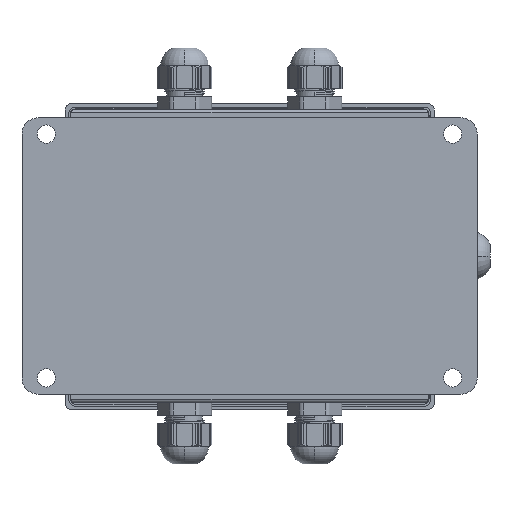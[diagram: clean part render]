
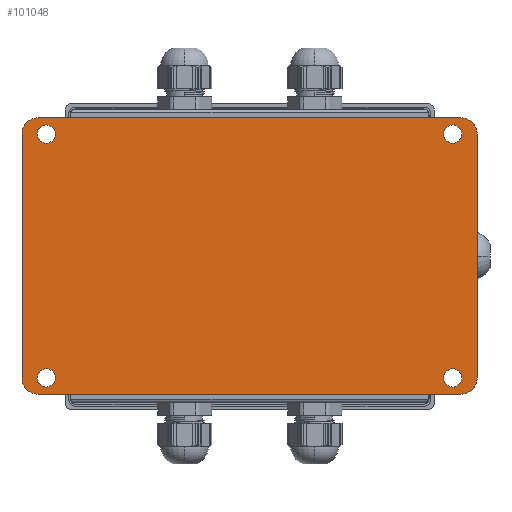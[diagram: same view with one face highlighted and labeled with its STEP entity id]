
A CAD part, front view. The second image highlights one B-rep face of the part: STEP entity #101048.
In plain terms, the highlighted planar face has unit normal (0, -1, 0).
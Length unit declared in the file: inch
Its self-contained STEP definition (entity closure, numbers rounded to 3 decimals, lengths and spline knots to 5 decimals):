
#319 = CARTESIAN_POINT ( 'NONE',  ( 0.25, 0., -4. ) ) ;
#1586 = DIRECTION ( 'NONE',  ( 0., 0., 1. ) ) ;
#3006 = CIRCLE ( 'NONE', #31548, 0.14 ) ;
#3178 = DIRECTION ( 'NONE',  ( 0., 1., 0. ) ) ;
#3282 = EDGE_CURVE ( 'NONE', #65077, #101749, #52859, .T. ) ;
#4353 = AXIS2_PLACEMENT_3D ( 'NONE', #101788, #51679, #19093 ) ;
#5047 = EDGE_CURVE ( 'NONE', #60783, #80106, #74534, .T. ) ;
#5550 = CARTESIAN_POINT ( 'NONE',  ( 0.25, 0., -0.25 ) ) ;
#5987 = DIRECTION ( 'NONE',  ( 0., 0., 1. ) ) ;
#7644 = DIRECTION ( 'NONE',  ( 0., 0., 1. ) ) ;
#8836 = EDGE_LOOP ( 'NONE', ( #79020, #14468 ) ) ;
#8863 = ORIENTED_EDGE ( 'NONE', *, *, #60234, .F. ) ;
#9235 = AXIS2_PLACEMENT_3D ( 'NONE', #69576, #61632, #103333 ) ;
#9257 = CARTESIAN_POINT ( 'NONE',  ( 7., 0., -4. ) ) ;
#9436 = ORIENTED_EDGE ( 'NONE', *, *, #3282, .T. ) ;
#11467 = ORIENTED_EDGE ( 'NONE', *, *, #12614, .T. ) ;
#11543 = AXIS2_PLACEMENT_3D ( 'NONE', #87204, #31300, #7644 ) ;
#11815 = LINE ( 'NONE', #68179, #68053 ) ;
#12366 = DIRECTION ( 'NONE',  ( 0., 1., 0. ) ) ;
#12614 = EDGE_CURVE ( 'NONE', #41675, #66072, #97772, .T. ) ;
#14419 = ORIENTED_EDGE ( 'NONE', *, *, #36565, .F. ) ;
#14468 = ORIENTED_EDGE ( 'NONE', *, *, #43302, .T. ) ;
#15368 = FACE_OUTER_BOUND ( 'NONE', #94578, .T. ) ;
#17485 = EDGE_LOOP ( 'NONE', ( #11467, #83028 ) ) ;
#17521 = AXIS2_PLACEMENT_3D ( 'NONE', #18203, #74053, #73528 ) ;
#17596 = VECTOR ( 'NONE', #5987, 39.37008 ) ;
#17934 = DIRECTION ( 'NONE',  ( 0., 1., 0. ) ) ;
#18203 = CARTESIAN_POINT ( 'NONE',  ( 6.625, 0., -0.25 ) ) ;
#19093 = DIRECTION ( 'NONE',  ( 0., 0., -1. ) ) ;
#19331 = CIRCLE ( 'NONE', #9235, 0.14 ) ;
#19532 = CARTESIAN_POINT ( 'NONE',  ( 0.375, 0., -4.14 ) ) ;
#20294 = EDGE_CURVE ( 'NONE', #77546, #69498, #34311, .T. ) ;
#20322 = CARTESIAN_POINT ( 'NONE',  ( 6.625, 0., -4. ) ) ;
#20380 = CARTESIAN_POINT ( 'NONE',  ( 0.25, 0., 0. ) ) ;
#20453 = ORIENTED_EDGE ( 'NONE', *, *, #83733, .F. ) ;
#20829 = DIRECTION ( 'NONE',  ( 0., 1., 0. ) ) ;
#22142 = AXIS2_PLACEMENT_3D ( 'NONE', #43162, #3178, #40723 ) ;
#22158 = AXIS2_PLACEMENT_3D ( 'NONE', #5550, #20829, #45016 ) ;
#22485 = DIRECTION ( 'NONE',  ( 0., 0., -1. ) ) ;
#22934 = CARTESIAN_POINT ( 'NONE',  ( 6.625, 0., -4.14 ) ) ;
#25939 = CARTESIAN_POINT ( 'NONE',  ( 0.375, 0., -0.39 ) ) ;
#29310 = LINE ( 'NONE', #37223, #53045 ) ;
#29941 = CARTESIAN_POINT ( 'NONE',  ( 0., 0., -4. ) ) ;
#30099 = EDGE_LOOP ( 'NONE', ( #47963, #61381 ) ) ;
#30669 = CARTESIAN_POINT ( 'NONE',  ( 0., 0., -0.25 ) ) ;
#31300 = DIRECTION ( 'NONE',  ( 0., 1., 0. ) ) ;
#31548 = AXIS2_PLACEMENT_3D ( 'NONE', #86384, #94828, #85865 ) ;
#31621 = CARTESIAN_POINT ( 'NONE',  ( 0.375, 0., -0.11 ) ) ;
#32684 = AXIS2_PLACEMENT_3D ( 'NONE', #91377, #51812, #59679 ) ;
#33994 = ORIENTED_EDGE ( 'NONE', *, *, #38232, .F. ) ;
#34293 = AXIS2_PLACEMENT_3D ( 'NONE', #64781, #17934, #1586 ) ;
#34311 = CIRCLE ( 'NONE', #32684, 0.25 ) ;
#34792 = CARTESIAN_POINT ( 'NONE',  ( 6.75, 0., -0.25 ) ) ;
#36565 = EDGE_CURVE ( 'NONE', #59566, #38280, #91543, .T. ) ;
#37223 = CARTESIAN_POINT ( 'NONE',  ( 7., 0., -0.25 ) ) ;
#37926 = EDGE_CURVE ( 'NONE', #66072, #41675, #44687, .T. ) ;
#38232 = EDGE_CURVE ( 'NONE', #38280, #77546, #29310, .T. ) ;
#38280 = VERTEX_POINT ( 'NONE', #104107 ) ;
#39109 = DIRECTION ( 'NONE',  ( 1., 0., 0. ) ) ;
#39202 = CIRCLE ( 'NONE', #17521, 0.14 ) ;
#39635 = CARTESIAN_POINT ( 'NONE',  ( 0.25, 0., 0. ) ) ;
#40723 = DIRECTION ( 'NONE',  ( 0., 0., -1. ) ) ;
#41675 = VERTEX_POINT ( 'NONE', #25939 ) ;
#42817 = CARTESIAN_POINT ( 'NONE',  ( 6.625, 0., -3.86 ) ) ;
#43162 = CARTESIAN_POINT ( 'NONE',  ( 0.375, 0., -0.25 ) ) ;
#43302 = EDGE_CURVE ( 'NONE', #84547, #89038, #19331, .T. ) ;
#44591 = CARTESIAN_POINT ( 'NONE',  ( 6.625, 0., -0.39 ) ) ;
#44687 = CIRCLE ( 'NONE', #4353, 0.14 ) ;
#44993 = EDGE_CURVE ( 'NONE', #87791, #59566, #55340, .T. ) ;
#45016 = DIRECTION ( 'NONE',  ( 0., 0., -1. ) ) ;
#46472 = LINE ( 'NONE', #30669, #17596 ) ;
#47963 = ORIENTED_EDGE ( 'NONE', *, *, #102703, .T. ) ;
#48059 = CARTESIAN_POINT ( 'NONE',  ( 0., 0., -0.25 ) ) ;
#48497 = CIRCLE ( 'NONE', #11543, 0.14 ) ;
#48925 = EDGE_LOOP ( 'NONE', ( #93995, #9436 ) ) ;
#49154 = ORIENTED_EDGE ( 'NONE', *, *, #81374, .F. ) ;
#49280 = ORIENTED_EDGE ( 'NONE', *, *, #20294, .F. ) ;
#50272 = DIRECTION ( 'NONE',  ( 0., 0., -1. ) ) ;
#51679 = DIRECTION ( 'NONE',  ( 0., 1., 0. ) ) ;
#51757 = CARTESIAN_POINT ( 'NONE',  ( 0.375, 0., -4. ) ) ;
#51812 = DIRECTION ( 'NONE',  ( 0., 1., 0. ) ) ;
#52459 = CARTESIAN_POINT ( 'NONE',  ( 6.75, 0., -4.25 ) ) ;
#52859 = CIRCLE ( 'NONE', #57907, 0.14 ) ;
#53045 = VECTOR ( 'NONE', #22485, 39.37008 ) ;
#55340 = LINE ( 'NONE', #39635, #70042 ) ;
#56389 = FACE_BOUND ( 'NONE', #30099, .T. ) ;
#57794 = ORIENTED_EDGE ( 'NONE', *, *, #44993, .F. ) ;
#57907 = AXIS2_PLACEMENT_3D ( 'NONE', #51757, #67568, #99765 ) ;
#57936 = CARTESIAN_POINT ( 'NONE',  ( 0.25, 0., -4.25 ) ) ;
#58849 = EDGE_CURVE ( 'NONE', #89038, #84547, #39202, .T. ) ;
#59566 = VERTEX_POINT ( 'NONE', #71720 ) ;
#59679 = DIRECTION ( 'NONE',  ( 0., 0., -1. ) ) ;
#60234 = EDGE_CURVE ( 'NONE', #88854, #92630, #46472, .T. ) ;
#60783 = VERTEX_POINT ( 'NONE', #42817 ) ;
#61381 = ORIENTED_EDGE ( 'NONE', *, *, #5047, .T. ) ;
#61632 = DIRECTION ( 'NONE',  ( 0., 1., 0. ) ) ;
#62328 = VERTEX_POINT ( 'NONE', #57936 ) ;
#64781 = CARTESIAN_POINT ( 'NONE',  ( 6.75, 0., -0.25 ) ) ;
#65077 = VERTEX_POINT ( 'NONE', #76813 ) ;
#66072 = VERTEX_POINT ( 'NONE', #31621 ) ;
#67502 = CIRCLE ( 'NONE', #22158, 0.25 ) ;
#67568 = DIRECTION ( 'NONE',  ( 0., 1., 0. ) ) ;
#68053 = VECTOR ( 'NONE', #91386, 39.37008 ) ;
#68179 = CARTESIAN_POINT ( 'NONE',  ( 0.25, 0., -4.25 ) ) ;
#69498 = VERTEX_POINT ( 'NONE', #52459 ) ;
#69576 = CARTESIAN_POINT ( 'NONE',  ( 6.625, 0., -0.25 ) ) ;
#70042 = VECTOR ( 'NONE', #39109, 39.37008 ) ;
#71665 = AXIS2_PLACEMENT_3D ( 'NONE', #34792, #99066, #83815 ) ;
#71720 = CARTESIAN_POINT ( 'NONE',  ( 6.75, 0., 0. ) ) ;
#72569 = EDGE_CURVE ( 'NONE', #101749, #65077, #48497, .T. ) ;
#73528 = DIRECTION ( 'NONE',  ( 0., 0., 1. ) ) ;
#74053 = DIRECTION ( 'NONE',  ( 0., 1., 0. ) ) ;
#74534 = CIRCLE ( 'NONE', #98085, 0.14 ) ;
#75135 = EDGE_CURVE ( 'NONE', #62328, #88854, #77508, .T. ) ;
#76178 = CARTESIAN_POINT ( 'NONE',  ( 6.625, 0., -0.11 ) ) ;
#76813 = CARTESIAN_POINT ( 'NONE',  ( 0.375, 0., -3.86 ) ) ;
#77508 = CIRCLE ( 'NONE', #102800, 0.25 ) ;
#77546 = VERTEX_POINT ( 'NONE', #9257 ) ;
#78349 = DIRECTION ( 'NONE',  ( 0., 0., -1. ) ) ;
#79020 = ORIENTED_EDGE ( 'NONE', *, *, #58849, .T. ) ;
#79664 = FACE_BOUND ( 'NONE', #48925, .T. ) ;
#80106 = VERTEX_POINT ( 'NONE', #22934 ) ;
#80708 = PLANE ( 'NONE',  #71665 ) ;
#81374 = EDGE_CURVE ( 'NONE', #92630, #87791, #67502, .T. ) ;
#83028 = ORIENTED_EDGE ( 'NONE', *, *, #37926, .T. ) ;
#83733 = EDGE_CURVE ( 'NONE', #69498, #62328, #11815, .T. ) ;
#83815 = DIRECTION ( 'NONE',  ( 0., 0., 1. ) ) ;
#84547 = VERTEX_POINT ( 'NONE', #76178 ) ;
#85865 = DIRECTION ( 'NONE',  ( 0., 0., -1. ) ) ;
#86384 = CARTESIAN_POINT ( 'NONE',  ( 6.625, 0., -4. ) ) ;
#87204 = CARTESIAN_POINT ( 'NONE',  ( 0.375, 0., -4. ) ) ;
#87791 = VERTEX_POINT ( 'NONE', #20380 ) ;
#88595 = FACE_BOUND ( 'NONE', #17485, .T. ) ;
#88854 = VERTEX_POINT ( 'NONE', #29941 ) ;
#89038 = VERTEX_POINT ( 'NONE', #44591 ) ;
#91377 = CARTESIAN_POINT ( 'NONE',  ( 6.75, 0., -4. ) ) ;
#91386 = DIRECTION ( 'NONE',  ( -1., 0., 0. ) ) ;
#91543 = CIRCLE ( 'NONE', #34293, 0.25 ) ;
#92630 = VERTEX_POINT ( 'NONE', #48059 ) ;
#93995 = ORIENTED_EDGE ( 'NONE', *, *, #72569, .T. ) ;
#94578 = EDGE_LOOP ( 'NONE', ( #14419, #57794, #49154, #8863, #99938, #20453, #49280, #33994 ) ) ;
#94828 = DIRECTION ( 'NONE',  ( 0., 1., 0. ) ) ;
#95226 = DIRECTION ( 'NONE',  ( 0., 1., 0. ) ) ;
#97045 = FACE_BOUND ( 'NONE', #8836, .T. ) ;
#97772 = CIRCLE ( 'NONE', #22142, 0.14 ) ;
#98085 = AXIS2_PLACEMENT_3D ( 'NONE', #20322, #12366, #50272 ) ;
#99066 = DIRECTION ( 'NONE',  ( 0., 1., 0. ) ) ;
#99765 = DIRECTION ( 'NONE',  ( 0., 0., 1. ) ) ;
#99938 = ORIENTED_EDGE ( 'NONE', *, *, #75135, .F. ) ;
#101048 = ADVANCED_FACE ( 'NONE', ( #15368, #79664, #56389, #97045, #88595 ), #80708, .F. ) ;
#101749 = VERTEX_POINT ( 'NONE', #19532 ) ;
#101788 = CARTESIAN_POINT ( 'NONE',  ( 0.375, 0., -0.25 ) ) ;
#102703 = EDGE_CURVE ( 'NONE', #80106, #60783, #3006, .T. ) ;
#102800 = AXIS2_PLACEMENT_3D ( 'NONE', #319, #95226, #78349 ) ;
#103333 = DIRECTION ( 'NONE',  ( 0., 0., 1. ) ) ;
#104107 = CARTESIAN_POINT ( 'NONE',  ( 7., 0., -0.25 ) ) ;
